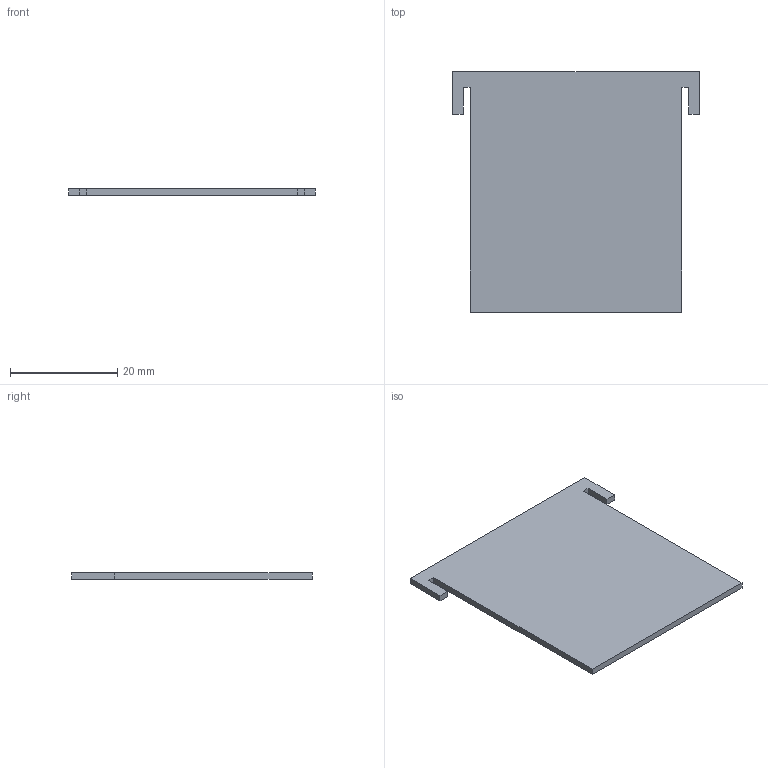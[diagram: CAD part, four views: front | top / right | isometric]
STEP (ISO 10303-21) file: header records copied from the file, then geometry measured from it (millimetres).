
FILE_DESCRIPTION(/* description */ (''),/* implementation_level */ '2;1');
FILE_NAME(/* name */ 'TackleBoxes v3.step',/* time_stamp */ '2023-09-24T21:03:42-05:00',/* author */ (''),/* organization */ (''),/* preprocessor_version */ 'ST-DEVELOPER v20',/* originating_system */ 'Autodesk Translation Framework v12.14.0.127',/* authorisation */ '');
FILE_SCHEMA (('AUTOMOTIVE_DESIGN { 1 0 10303 214 3 1 1 }'));
Length unit declared in the file: millimetre
Products named in the file (3): TackleBoxes; Box Type 1; Dividers
Assembly tree (2 placements, depth 2):
  TackleBoxes
    Box Type 1
    Dividers
Bounding box: 46.04 x 44.8 x 1.2 mm (x, y, z)
Volume: 2167.3 mm3; surface area: 3854.1 mm2
Topology: 1 solids, 1 shells, 14 faces, 36 edges, 24 vertices
Faces by surface type: plane 14
Entity records: 504 total; most frequent: CARTESIAN_POINT 79, DIRECTION 74, ORIENTED_EDGE 72, LINE 36, VECTOR 36, EDGE_CURVE 36, VERTEX_POINT 24, AXIS2_PLACEMENT_3D 19
